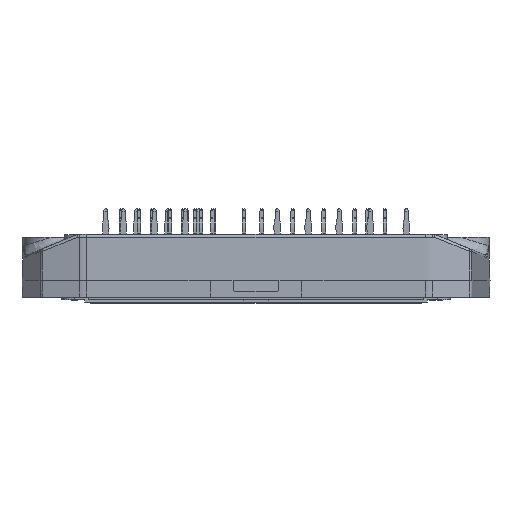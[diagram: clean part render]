
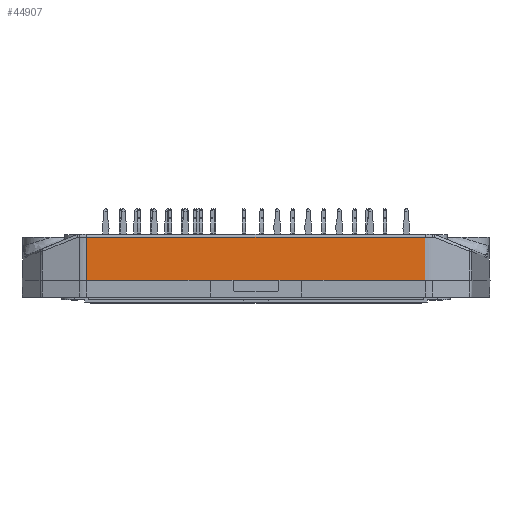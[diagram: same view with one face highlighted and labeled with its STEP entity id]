
A CAD part, front view. The second image highlights one B-rep face of the part: STEP entity #44907.
In plain terms, the highlighted planar face has unit normal (0, -1, 0.026).
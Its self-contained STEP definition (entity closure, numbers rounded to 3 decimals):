
#5100=ORIENTED_EDGE('',*,*,#14091,.F.);
#5101=ORIENTED_EDGE('',*,*,#14092,.T.);
#5102=ORIENTED_EDGE('',*,*,#13826,.F.);
#5103=ORIENTED_EDGE('',*,*,#14093,.F.);
#5104=ORIENTED_EDGE('',*,*,#14094,.T.);
#5105=ORIENTED_EDGE('',*,*,#14095,.T.);
#5106=ORIENTED_EDGE('',*,*,#14079,.T.);
#5107=ORIENTED_EDGE('',*,*,#14096,.F.);
#5108=ORIENTED_EDGE('',*,*,#14074,.F.);
#5109=ORIENTED_EDGE('',*,*,#13813,.F.);
#13813=EDGE_CURVE('',#18440,#18441,#21432,.T.);
#13826=EDGE_CURVE('',#18450,#18451,#21440,.T.);
#14074=EDGE_CURVE('',#18441,#18599,#21560,.T.);
#14079=EDGE_CURVE('',#18603,#18602,#21563,.T.);
#14091=EDGE_CURVE('',#18613,#18440,#21571,.T.);
#14092=EDGE_CURVE('',#18613,#18451,#21572,.F.);
#14093=EDGE_CURVE('',#18614,#18450,#21573,.F.);
#14094=EDGE_CURVE('',#18614,#18615,#21574,.T.);
#14095=EDGE_CURVE('',#18615,#18603,#21575,.T.);
#14096=EDGE_CURVE('',#18599,#18602,#21576,.T.);
#18440=VERTEX_POINT('',#61824);
#18441=VERTEX_POINT('',#61826);
#18450=VERTEX_POINT('',#61859);
#18451=VERTEX_POINT('',#61860);
#18599=VERTEX_POINT('',#62900);
#18602=VERTEX_POINT('',#62907);
#18603=VERTEX_POINT('',#62909);
#18613=VERTEX_POINT('',#63013);
#18614=VERTEX_POINT('',#63016);
#18615=VERTEX_POINT('',#63018);
#21432=LINE('',#61825,#24358);
#21440=LINE('',#61858,#24366);
#21560=LINE('',#62899,#24486);
#21563=LINE('',#62908,#24489);
#21571=LINE('',#63012,#24497);
#21572=LINE('',#63014,#24498);
#21573=LINE('',#63015,#24499);
#21574=LINE('',#63017,#24500);
#21575=LINE('',#63019,#24501);
#21576=LINE('',#63020,#24502);
#24358=VECTOR('',#51467,1000.);
#24366=VECTOR('',#51491,1000.);
#24486=VECTOR('',#51929,1000.);
#24489=VECTOR('',#51936,1000.);
#24497=VECTOR('',#51948,1000.);
#24498=VECTOR('',#51949,1000.);
#24499=VECTOR('',#51950,1000.);
#24500=VECTOR('',#51951,1000.);
#24501=VECTOR('',#51952,1000.);
#24502=VECTOR('',#51953,1000.);
#27215=EDGE_LOOP('',(#5100,#5101,#5102,#5103,#5104,#5105,#5106,#5107,#5108,
#5109));
#29219=FACE_BOUND('',#27215,.T.);
#30895=PLANE('',#47253);
#44907=ADVANCED_FACE('',(#29219),#30895,.T.);
#47253=AXIS2_PLACEMENT_3D('',#63011,#51946,#51947);
#51467=DIRECTION('',(-1.,0.,0.));
#51491=DIRECTION('',(1.,0.,0.));
#51929=DIRECTION('',(-1.,0.,0.));
#51936=DIRECTION('',(1.,0.,0.));
#51946=DIRECTION('',(0.,-1.,0.026));
#51947=DIRECTION('',(0.,0.026,1.));
#51948=DIRECTION('',(-1.,0.,0.));
#51949=DIRECTION('',(0.006,-0.026,-1.));
#51950=DIRECTION('',(-0.006,-0.026,-1.));
#51951=DIRECTION('',(1.,0.,0.));
#51952=DIRECTION('',(1.,0.,0.));
#51953=DIRECTION('',(-1.,0.,0.));
#61824=CARTESIAN_POINT('',(29.513,-30.776,3.));
#61825=CARTESIAN_POINT('',(17.961,-30.776,3.));
#61826=CARTESIAN_POINT('',(8.,-30.776,3.));
#61858=CARTESIAN_POINT('',(27.533,-30.58,10.513));
#61859=CARTESIAN_POINT('',(-29.469,-30.58,10.513));
#61860=CARTESIAN_POINT('',(29.469,-30.58,10.513));
#62899=CARTESIAN_POINT('',(17.961,-30.776,3.));
#62900=CARTESIAN_POINT('',(4.,-30.776,3.));
#62907=CARTESIAN_POINT('',(-4.,-30.776,3.));
#62908=CARTESIAN_POINT('',(-17.961,-30.776,3.));
#62909=CARTESIAN_POINT('',(-8.,-30.776,3.));
#63011=CARTESIAN_POINT('',(17.961,-30.776,3.));
#63012=CARTESIAN_POINT('',(17.961,-30.776,3.));
#63013=CARTESIAN_POINT('',(29.513,-30.776,3.));
#63014=CARTESIAN_POINT('',(29.512,-30.775,3.067));
#63015=CARTESIAN_POINT('',(-29.512,-30.775,3.067));
#63016=CARTESIAN_POINT('',(-29.513,-30.776,3.));
#63017=CARTESIAN_POINT('',(-17.961,-30.776,3.));
#63018=CARTESIAN_POINT('',(-29.513,-30.776,3.));
#63019=CARTESIAN_POINT('',(-17.961,-30.776,3.));
#63020=CARTESIAN_POINT('',(-17.961,-30.776,3.));
